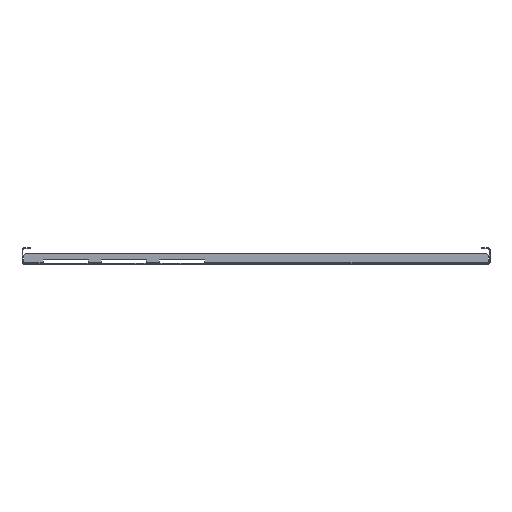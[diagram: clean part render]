
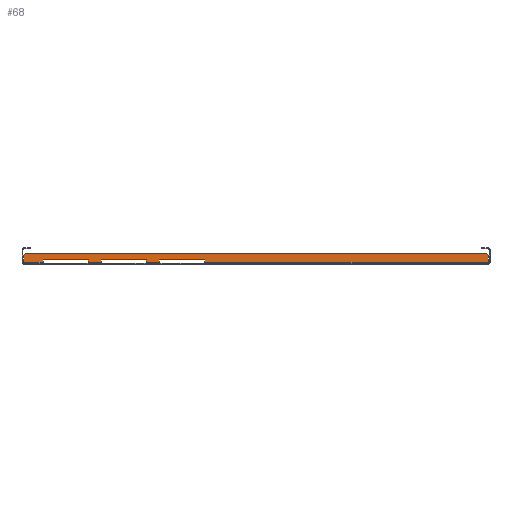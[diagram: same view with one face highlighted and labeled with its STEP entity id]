
A CAD part, front view. The second image highlights one B-rep face of the part: STEP entity #68.
In plain terms, the highlighted planar face has unit normal (0, -1, 0).
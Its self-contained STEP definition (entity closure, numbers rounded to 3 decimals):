
#8 = DIRECTION ( 'NONE',  ( 1., 0., 0. ) ) ;
#58 = VECTOR ( 'NONE', #4109, 1000. ) ;
#68 = ADVANCED_FACE ( 'NONE', ( #5863 ), #5518, .T. ) ;
#192 = EDGE_CURVE ( 'NONE', #6290, #3525, #4892, .T. ) ;
#205 = ORIENTED_EDGE ( 'NONE', *, *, #7712, .T. ) ;
#210 = ORIENTED_EDGE ( 'NONE', *, *, #6938, .T. ) ;
#216 = AXIS2_PLACEMENT_3D ( 'NONE', #2510, #1249, #6261 ) ;
#267 = EDGE_CURVE ( 'NONE', #4044, #7342, #2651, .T. ) ;
#287 = ORIENTED_EDGE ( 'NONE', *, *, #6618, .T. ) ;
#359 = VERTEX_POINT ( 'NONE', #2852 ) ;
#408 = ORIENTED_EDGE ( 'NONE', *, *, #933, .T. ) ;
#465 = EDGE_CURVE ( 'NONE', #4900, #7342, #986, .T. ) ;
#561 = LINE ( 'NONE', #7145, #58 ) ;
#580 = CARTESIAN_POINT ( 'NONE',  ( -230.7, -397., 1. ) ) ;
#585 = CARTESIAN_POINT ( 'NONE',  ( -212.7, -397., 4.8 ) ) ;
#632 = DIRECTION ( 'NONE',  ( 0., 0., -1. ) ) ;
#652 = CIRCLE ( 'NONE', #5644, 5. ) ;
#671 = VECTOR ( 'NONE', #5224, 1000. ) ;
#933 = EDGE_CURVE ( 'NONE', #6869, #1024, #977, .T. ) ;
#957 = CARTESIAN_POINT ( 'NONE',  ( -292.7, -397., 1. ) ) ;
#977 = LINE ( 'NONE', #7126, #5267 ) ;
#986 = LINE ( 'NONE', #5920, #1083 ) ;
#993 = VECTOR ( 'NONE', #1455, 1000. ) ;
#1024 = VERTEX_POINT ( 'NONE', #957 ) ;
#1083 = VECTOR ( 'NONE', #3502, 1000. ) ;
#1249 = DIRECTION ( 'NONE',  ( 0., -1., 0. ) ) ;
#1367 = CARTESIAN_POINT ( 'NONE',  ( 0., -397., 1. ) ) ;
#1395 = ORIENTED_EDGE ( 'NONE', *, *, #4265, .T. ) ;
#1426 = CARTESIAN_POINT ( 'NONE',  ( 160., -397., 4.8 ) ) ;
#1455 = DIRECTION ( 'NONE',  ( 0., 0., -1. ) ) ;
#1556 = VECTOR ( 'NONE', #1977, 1000. ) ;
#1769 = LINE ( 'NONE', #1367, #5965 ) ;
#1854 = VECTOR ( 'NONE', #3895, 1000. ) ;
#1861 = CARTESIAN_POINT ( 'NONE',  ( 0., -397., 4.8 ) ) ;
#1954 = CARTESIAN_POINT ( 'NONE',  ( -319.5, -397., 1. ) ) ;
#1977 = DIRECTION ( 'NONE',  ( -1., 0., 0. ) ) ;
#2021 = CARTESIAN_POINT ( 'NONE',  ( -292.7, -397., 4.8 ) ) ;
#2199 = EDGE_CURVE ( 'NONE', #359, #5289, #7297, .T. ) ;
#2234 = LINE ( 'NONE', #2778, #671 ) ;
#2254 = CARTESIAN_POINT ( 'NONE',  ( -132.7, -397., 4.8 ) ) ;
#2356 = DIRECTION ( 'NONE',  ( 0., 0., 1. ) ) ;
#2435 = DIRECTION ( 'NONE',  ( 0., 0., -1. ) ) ;
#2506 = VERTEX_POINT ( 'NONE', #5869 ) ;
#2510 = CARTESIAN_POINT ( 'NONE',  ( -314.5, -397., 8.8 ) ) ;
#2568 = ORIENTED_EDGE ( 'NONE', *, *, #7699, .F. ) ;
#2610 = CARTESIAN_POINT ( 'NONE',  ( -132.7, -397., 4.8 ) ) ;
#2651 = LINE ( 'NONE', #7706, #993 ) ;
#2680 = CIRCLE ( 'NONE', #216, 5. ) ;
#2706 = EDGE_CURVE ( 'NONE', #4044, #3525, #652, .T. ) ;
#2720 = ORIENTED_EDGE ( 'NONE', *, *, #2199, .F. ) ;
#2752 = VECTOR ( 'NONE', #4258, 1000. ) ;
#2778 = CARTESIAN_POINT ( 'NONE',  ( 80., -397., 4.8 ) ) ;
#2852 = CARTESIAN_POINT ( 'NONE',  ( -230.7, -397., 4.8 ) ) ;
#2856 = VERTEX_POINT ( 'NONE', #585 ) ;
#2942 = CARTESIAN_POINT ( 'NONE',  ( -150.7, -397., 1. ) ) ;
#3014 = CARTESIAN_POINT ( 'NONE',  ( -150.7, -397., 4.8 ) ) ;
#3018 = CARTESIAN_POINT ( 'NONE',  ( 314.5, -397., 13.8 ) ) ;
#3175 = VERTEX_POINT ( 'NONE', #2610 ) ;
#3198 = DIRECTION ( 'NONE',  ( 1., 0., 0. ) ) ;
#3253 = ORIENTED_EDGE ( 'NONE', *, *, #267, .F. ) ;
#3379 = VECTOR ( 'NONE', #4432, 1000. ) ;
#3461 = VERTEX_POINT ( 'NONE', #6036 ) ;
#3502 = DIRECTION ( 'NONE',  ( 1., 0., 0. ) ) ;
#3525 = VERTEX_POINT ( 'NONE', #3018 ) ;
#3528 = VECTOR ( 'NONE', #4764, 1000. ) ;
#3598 = CARTESIAN_POINT ( 'NONE',  ( -319.5, -397., 13.8 ) ) ;
#3630 = EDGE_CURVE ( 'NONE', #2856, #3741, #7568, .T. ) ;
#3635 = CARTESIAN_POINT ( 'NONE',  ( -70.7, -397., 4.8 ) ) ;
#3643 = ORIENTED_EDGE ( 'NONE', *, *, #2706, .T. ) ;
#3741 = VERTEX_POINT ( 'NONE', #4482 ) ;
#3748 = CARTESIAN_POINT ( 'NONE',  ( -292.7, -397., 4.8 ) ) ;
#3869 = DIRECTION ( 'NONE',  ( 1., 0., 0. ) ) ;
#3895 = DIRECTION ( 'NONE',  ( -1., 0., 0. ) ) ;
#3992 = DIRECTION ( 'NONE',  ( 0., 0., -1. ) ) ;
#4044 = VERTEX_POINT ( 'NONE', #6079 ) ;
#4060 = ORIENTED_EDGE ( 'NONE', *, *, #3630, .F. ) ;
#4109 = DIRECTION ( 'NONE',  ( 0., 0., -1. ) ) ;
#4258 = DIRECTION ( 'NONE',  ( 0., 0., -1. ) ) ;
#4265 = EDGE_CURVE ( 'NONE', #6290, #2506, #2680, .T. ) ;
#4293 = VECTOR ( 'NONE', #3198, 1000. ) ;
#4309 = ORIENTED_EDGE ( 'NONE', *, *, #6323, .F. ) ;
#4408 = VECTOR ( 'NONE', #2356, 1000. ) ;
#4432 = DIRECTION ( 'NONE',  ( 0., 0., -1. ) ) ;
#4482 = CARTESIAN_POINT ( 'NONE',  ( -212.7, -397., 1. ) ) ;
#4752 = EDGE_LOOP ( 'NONE', ( #4309, #2720, #5483, #7778, #4060, #2568, #205, #210, #7114, #8048, #287, #5958, #3253, #3643, #8131, #1395, #6403, #408 ) ) ;
#4764 = DIRECTION ( 'NONE',  ( 0., 0., -1. ) ) ;
#4826 = AXIS2_PLACEMENT_3D ( 'NONE', #6734, #6213, #2435 ) ;
#4892 = LINE ( 'NONE', #7512, #7822 ) ;
#4900 = VERTEX_POINT ( 'NONE', #5172 ) ;
#4954 = CARTESIAN_POINT ( 'NONE',  ( 319.5, -397., 1. ) ) ;
#4988 = LINE ( 'NONE', #1426, #1854 ) ;
#5138 = EDGE_CURVE ( 'NONE', #3175, #7993, #8038, .T. ) ;
#5147 = VERTEX_POINT ( 'NONE', #2942 ) ;
#5172 = CARTESIAN_POINT ( 'NONE',  ( -70.7, -397., 1. ) ) ;
#5178 = CARTESIAN_POINT ( 'NONE',  ( 0., -397., 1. ) ) ;
#5185 = VECTOR ( 'NONE', #632, 1000. ) ;
#5224 = DIRECTION ( 'NONE',  ( -1., 0., 0. ) ) ;
#5231 = EDGE_CURVE ( 'NONE', #6869, #2506, #7036, .T. ) ;
#5267 = VECTOR ( 'NONE', #6416, 1000. ) ;
#5289 = VERTEX_POINT ( 'NONE', #2021 ) ;
#5470 = CARTESIAN_POINT ( 'NONE',  ( -230.7, -397., 4.8 ) ) ;
#5483 = ORIENTED_EDGE ( 'NONE', *, *, #5500, .T. ) ;
#5500 = EDGE_CURVE ( 'NONE', #359, #7242, #6155, .T. ) ;
#5518 = PLANE ( 'NONE',  #4826 ) ;
#5644 = AXIS2_PLACEMENT_3D ( 'NONE', #5855, #5829, #3992 ) ;
#5829 = DIRECTION ( 'NONE',  ( 0., -1., 0. ) ) ;
#5855 = CARTESIAN_POINT ( 'NONE',  ( 314.5, -397., 8.8 ) ) ;
#5858 = LINE ( 'NONE', #3635, #2752 ) ;
#5863 = FACE_OUTER_BOUND ( 'NONE', #4752, .T. ) ;
#5869 = CARTESIAN_POINT ( 'NONE',  ( -319.5, -397., 8.8 ) ) ;
#5920 = CARTESIAN_POINT ( 'NONE',  ( 0., -397., 1. ) ) ;
#5958 = ORIENTED_EDGE ( 'NONE', *, *, #465, .T. ) ;
#5965 = VECTOR ( 'NONE', #3869, 1000. ) ;
#6036 = CARTESIAN_POINT ( 'NONE',  ( -70.7, -397., 4.8 ) ) ;
#6079 = CARTESIAN_POINT ( 'NONE',  ( 319.5, -397., 8.8 ) ) ;
#6155 = LINE ( 'NONE', #5470, #3528 ) ;
#6192 = VERTEX_POINT ( 'NONE', #3014 ) ;
#6212 = CARTESIAN_POINT ( 'NONE',  ( -314.5, -397., 13.8 ) ) ;
#6213 = DIRECTION ( 'NONE',  ( 0., -1., 0. ) ) ;
#6244 = LINE ( 'NONE', #3748, #5185 ) ;
#6261 = DIRECTION ( 'NONE',  ( 0., 0., -1. ) ) ;
#6290 = VERTEX_POINT ( 'NONE', #6212 ) ;
#6323 = EDGE_CURVE ( 'NONE', #5289, #1024, #6244, .T. ) ;
#6341 = EDGE_CURVE ( 'NONE', #7242, #3741, #1769, .T. ) ;
#6390 = EDGE_CURVE ( 'NONE', #3461, #3175, #4988, .T. ) ;
#6403 = ORIENTED_EDGE ( 'NONE', *, *, #5231, .F. ) ;
#6416 = DIRECTION ( 'NONE',  ( 1., 0., 0. ) ) ;
#6431 = LINE ( 'NONE', #5178, #4293 ) ;
#6603 = DIRECTION ( 'NONE',  ( 0., 0., -1. ) ) ;
#6618 = EDGE_CURVE ( 'NONE', #3461, #4900, #5858, .T. ) ;
#6652 = VECTOR ( 'NONE', #6603, 1000. ) ;
#6734 = CARTESIAN_POINT ( 'NONE',  ( 0., -397., 0. ) ) ;
#6869 = VERTEX_POINT ( 'NONE', #1954 ) ;
#6938 = EDGE_CURVE ( 'NONE', #5147, #7993, #6431, .T. ) ;
#7036 = LINE ( 'NONE', #3598, #4408 ) ;
#7114 = ORIENTED_EDGE ( 'NONE', *, *, #5138, .F. ) ;
#7126 = CARTESIAN_POINT ( 'NONE',  ( 0., -397., 1. ) ) ;
#7145 = CARTESIAN_POINT ( 'NONE',  ( -150.7, -397., 4.8 ) ) ;
#7242 = VERTEX_POINT ( 'NONE', #580 ) ;
#7297 = LINE ( 'NONE', #1861, #1556 ) ;
#7342 = VERTEX_POINT ( 'NONE', #4954 ) ;
#7512 = CARTESIAN_POINT ( 'NONE',  ( 319.5, -397., 13.8 ) ) ;
#7568 = LINE ( 'NONE', #8098, #3379 ) ;
#7699 = EDGE_CURVE ( 'NONE', #6192, #2856, #2234, .T. ) ;
#7706 = CARTESIAN_POINT ( 'NONE',  ( 319.5, -397., 0. ) ) ;
#7712 = EDGE_CURVE ( 'NONE', #6192, #5147, #561, .T. ) ;
#7778 = ORIENTED_EDGE ( 'NONE', *, *, #6341, .T. ) ;
#7822 = VECTOR ( 'NONE', #8, 1000. ) ;
#7993 = VERTEX_POINT ( 'NONE', #8068 ) ;
#8038 = LINE ( 'NONE', #2254, #6652 ) ;
#8048 = ORIENTED_EDGE ( 'NONE', *, *, #6390, .F. ) ;
#8068 = CARTESIAN_POINT ( 'NONE',  ( -132.7, -397., 1. ) ) ;
#8098 = CARTESIAN_POINT ( 'NONE',  ( -212.7, -397., 4.8 ) ) ;
#8131 = ORIENTED_EDGE ( 'NONE', *, *, #192, .F. ) ;
